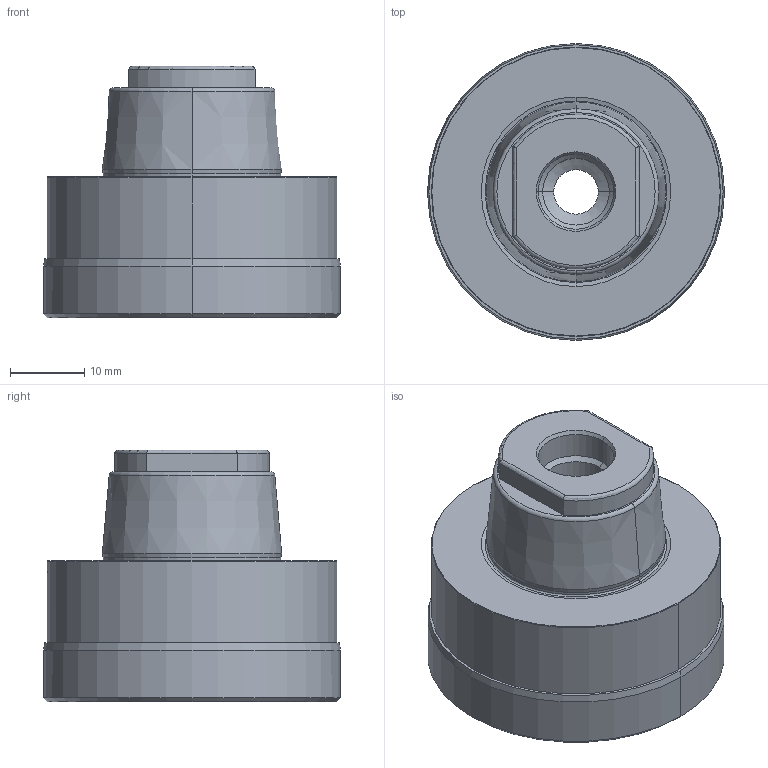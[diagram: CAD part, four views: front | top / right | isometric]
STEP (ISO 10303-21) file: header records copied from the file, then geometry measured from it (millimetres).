
FILE_DESCRIPTION((''),'2;1');
FILE_NAME('DEX','2022-12-06T13:41:00',('burgerk1'),(''),'CREO PARAMETRIC BY PTC INC, 2021184','CREO PARAMETRIC BY PTC INC, 2021184','');
FILE_SCHEMA(('AP242_MANAGED_MODEL_BASED_3D_ENGINEERING_MIM_LF { 1 0 10303 442 1 1 4 }'));
Length unit declared in the file: millimetre
Products named in the file (1): DEX
Bounding box: 40.02 x 40.02 x 33.95 mm (x, y, z)
Volume: 26924.4 mm3; surface area: 6624.5 mm2
Topology: 1 solids, 1 shells, 54 faces, 115 edges, 66 vertices
Faces by surface type: cone 24, cylinder 14, plane 8, torus 6, bspline 2
Entity records: 2104 total; most frequent: CARTESIAN_POINT 399, DIRECTION 287, ORIENTED_EDGE 222, PRESENTATION_STYLE_ASSIGNMENT 121, AXIS2_PLACEMENT_3D 119, STYLED_ITEM 117, CURVE_STYLE 116, EDGE_CURVE 111
